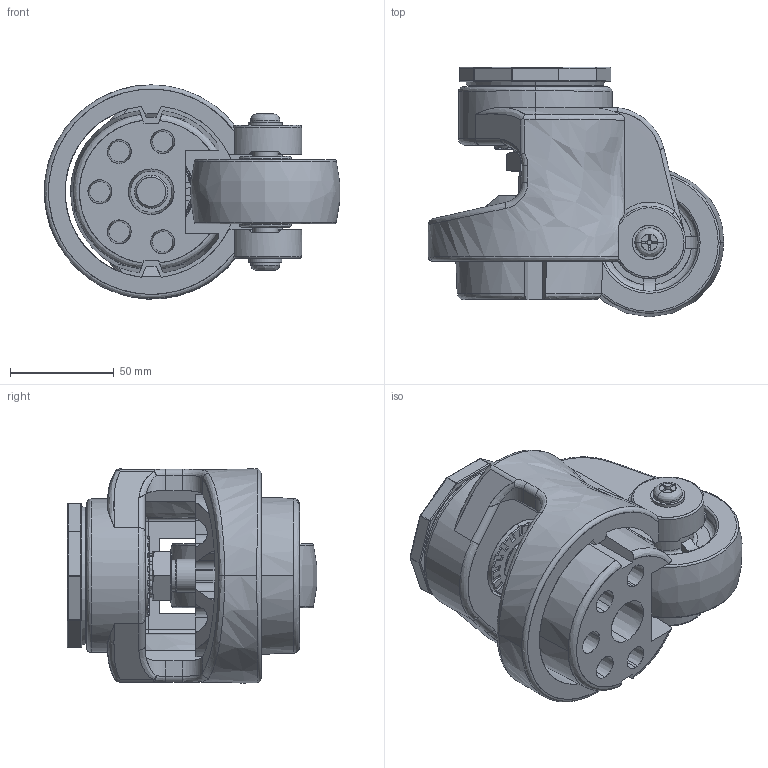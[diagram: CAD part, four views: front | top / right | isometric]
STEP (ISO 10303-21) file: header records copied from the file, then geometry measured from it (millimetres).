
FILE_DESCRIPTION (( 'STEP AP214' ), '1' );
FILE_NAME ('K0016575_FSR-1300-1_FSR-1300-1.step', '2018-10-24T11:15:05', ( '' ), ( '' ), 'SwSTEP 2.0', 'SolidWorks 2018', '' );
FILE_SCHEMA (( 'AUTOMOTIVE_DESIGN' ));
Length unit declared in the file: millimetre
Products named in the file (1): K0016575_FSR-1300-1_FSR-1300-1
Bounding box: 142.3 x 120.29 x 103.25 mm (x, y, z)
Surface area: 133980.1 mm2 (no closed solid volume)
Topology: 0 solids, 619 shells, 668 faces, 3373 edges, 3170 vertices
Faces by surface type: plane 209, bspline 196, cylinder 189, cone 74
Entity records: 70545 total; most frequent: CARTESIAN_POINT 40353, DIRECTION 4140, ORIENTED_EDGE 3307, EDGE_CURVE 3220, VERTEX_POINT 3170, AXIS2_PLACEMENT_3D 1425, VECTOR 1290, LINE 1290
